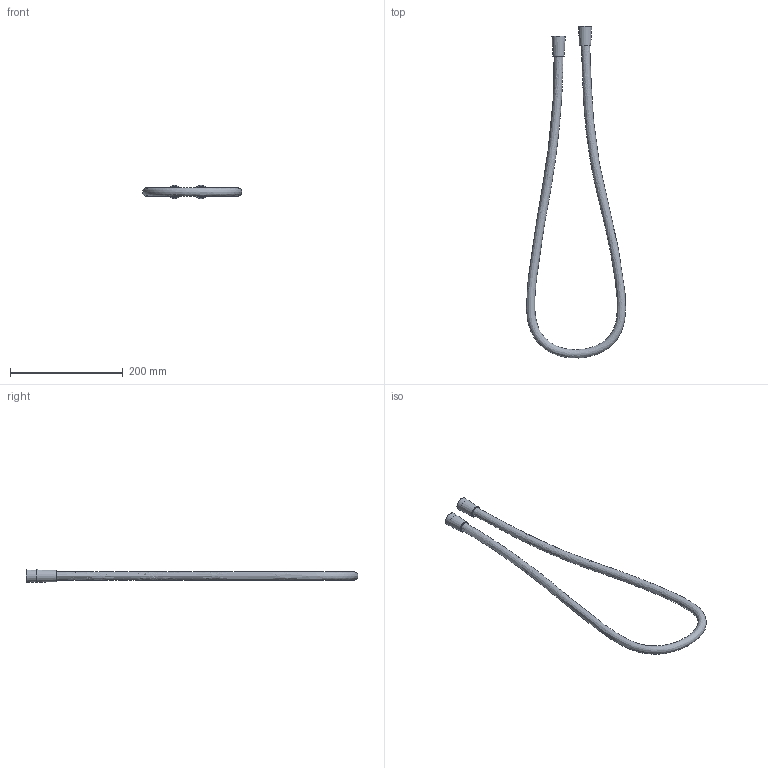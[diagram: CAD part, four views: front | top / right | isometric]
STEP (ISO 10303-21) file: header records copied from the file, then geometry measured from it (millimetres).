
FILE_DESCRIPTION (( 'STEP AP203' ), '1' );
FILE_NAME ('99ZP09155.STEP', '2025-06-19T11:09:08', ( '' ), ( '' ), 'SwSTEP 2.0', 'SolidWorks 2021', '' );
FILE_SCHEMA (( 'CONFIG_CONTROL_DESIGN' ));
Length unit declared in the file: millimetre
Products named in the file (1): 99ZP09155
Bounding box: 176.41 x 590.21 x 23.5 mm (x, y, z)
Volume: 204881.5 mm3; surface area: 86392.1 mm2
Topology: 1 solids, 1 shells, 32 faces, 62 edges, 42 vertices
Faces by surface type: plane 16, cylinder 10, cone 4, bspline 2
Full cylindrical faces by diameter (mm): 6 x2, 9 x2, 11 x2, 16 x2, 19 x2
Entity records: 1391 total; most frequent: CARTESIAN_POINT 739, DIRECTION 128, ORIENTED_EDGE 76, EDGE_LOOP 65, AXIS2_PLACEMENT_3D 63, FACE_OUTER_BOUND 44, EDGE_CURVE 38, VERTEX_POINT 35
